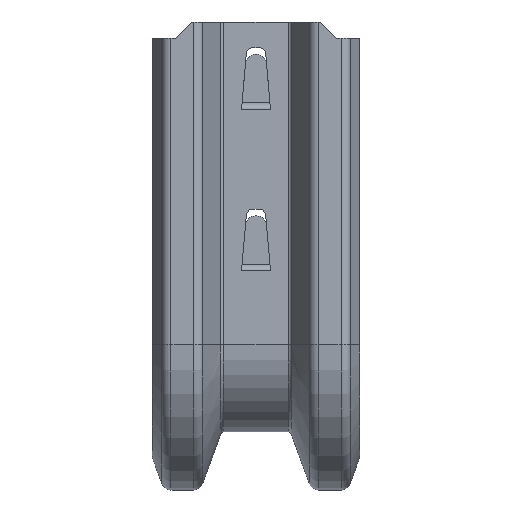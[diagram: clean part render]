
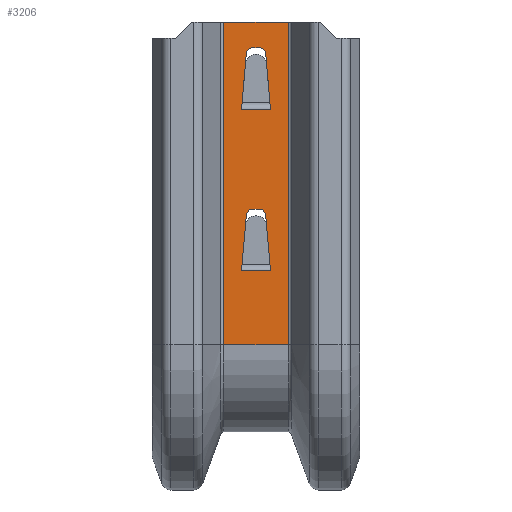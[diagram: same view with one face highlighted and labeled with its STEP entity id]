
A CAD part, front view. The second image highlights one B-rep face of the part: STEP entity #3206.
In plain terms, the highlighted planar face has unit normal (0, -1, 0).
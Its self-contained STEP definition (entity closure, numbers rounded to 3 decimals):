
#663=DIRECTION('',(1.,0.,0.));
#664=VECTOR('',#663,20.);
#665=CARTESIAN_POINT('',(-10.,18.,145.));
#666=LINE('',#665,#664);
#1007=DIRECTION('',(0.,0.,1.));
#1008=VECTOR('',#1007,100.);
#1009=CARTESIAN_POINT('',(10.,18.,45.));
#1010=LINE('',#1009,#1008);
#1011=DIRECTION('',(1.,0.,0.));
#1012=VECTOR('',#1011,20.);
#1013=CARTESIAN_POINT('',(-10.,18.,45.));
#1014=LINE('',#1013,#1012);
#1015=DIRECTION('',(0.,0.,1.));
#1016=VECTOR('',#1015,100.);
#1017=CARTESIAN_POINT('',(-10.,18.,45.));
#1018=LINE('',#1017,#1016);
#1019=DIRECTION('',(0.087,0.,0.996));
#1020=VECTOR('',#1019,17.24);
#1021=CARTESIAN_POINT('',(-4.5,18.,118.));
#1022=LINE('',#1021,#1020);
#1023=DIRECTION('',(-1.,0.,0.));
#1024=VECTOR('',#1023,9.);
#1025=CARTESIAN_POINT('',(4.5,18.,118.));
#1026=LINE('',#1025,#1024);
#1027=DIRECTION('',(0.087,0.,-0.996));
#1028=VECTOR('',#1027,17.24);
#1029=CARTESIAN_POINT('',(2.997,18.,135.174));
#1030=LINE('',#1029,#1028);
#1031=CARTESIAN_POINT('',(1.005,18.,135.));
#1032=DIRECTION('',(0.,1.,0.));
#1033=DIRECTION('',(0.,0.,1.));
#1034=AXIS2_PLACEMENT_3D('',#1031,#1032,#1033);
#1036=DIRECTION('',(1.,0.,0.));
#1037=VECTOR('',#1036,2.01);
#1038=CARTESIAN_POINT('',(-1.005,18.,137.));
#1039=LINE('',#1038,#1037);
#1040=CARTESIAN_POINT('',(-1.005,18.,135.));
#1041=DIRECTION('',(0.,1.,0.));
#1042=DIRECTION('',(-0.996,0.,0.087));
#1043=AXIS2_PLACEMENT_3D('',#1040,#1041,#1042);
#1045=DIRECTION('',(0.087,0.,0.996));
#1046=VECTOR('',#1045,17.24);
#1047=CARTESIAN_POINT('',(-4.5,18.,68.));
#1048=LINE('',#1047,#1046);
#1049=DIRECTION('',(-1.,0.,0.));
#1050=VECTOR('',#1049,9.);
#1051=CARTESIAN_POINT('',(4.5,18.,68.));
#1052=LINE('',#1051,#1050);
#1053=DIRECTION('',(0.087,0.,-0.996));
#1054=VECTOR('',#1053,17.24);
#1055=CARTESIAN_POINT('',(2.997,18.,85.174));
#1056=LINE('',#1055,#1054);
#1057=CARTESIAN_POINT('',(1.005,18.,85.));
#1058=DIRECTION('',(0.,1.,0.));
#1059=DIRECTION('',(0.,0.,1.));
#1060=AXIS2_PLACEMENT_3D('',#1057,#1058,#1059);
#1062=DIRECTION('',(1.,0.,0.));
#1063=VECTOR('',#1062,2.01);
#1064=CARTESIAN_POINT('',(-1.005,18.,87.));
#1065=LINE('',#1064,#1063);
#1066=CARTESIAN_POINT('',(-1.005,18.,85.));
#1067=DIRECTION('',(0.,1.,0.));
#1068=DIRECTION('',(-0.996,0.,0.087));
#1069=AXIS2_PLACEMENT_3D('',#1066,#1067,#1068);
#1497=CARTESIAN_POINT('',(-10.,18.,45.));
#1498=VERTEX_POINT('',#1497);
#1499=CARTESIAN_POINT('',(10.,18.,45.));
#1500=VERTEX_POINT('',#1499);
#1547=CARTESIAN_POINT('',(-10.,18.,145.));
#1548=VERTEX_POINT('',#1547);
#1549=CARTESIAN_POINT('',(10.,18.,145.));
#1550=VERTEX_POINT('',#1549);
#1669=CARTESIAN_POINT('',(-4.5,18.,118.));
#1670=CARTESIAN_POINT('',(-2.997,18.,135.174));
#1671=VERTEX_POINT('',#1669);
#1672=VERTEX_POINT('',#1670);
#1673=CARTESIAN_POINT('',(-1.005,18.,137.));
#1674=VERTEX_POINT('',#1673);
#1675=CARTESIAN_POINT('',(1.005,18.,137.));
#1676=VERTEX_POINT('',#1675);
#1677=CARTESIAN_POINT('',(2.997,18.,135.174));
#1678=VERTEX_POINT('',#1677);
#1679=CARTESIAN_POINT('',(4.5,18.,118.));
#1680=VERTEX_POINT('',#1679);
#1721=CARTESIAN_POINT('',(-4.5,18.,68.));
#1722=CARTESIAN_POINT('',(-2.997,18.,85.174));
#1723=VERTEX_POINT('',#1721);
#1724=VERTEX_POINT('',#1722);
#1725=CARTESIAN_POINT('',(-1.005,18.,87.));
#1726=VERTEX_POINT('',#1725);
#1727=CARTESIAN_POINT('',(1.005,18.,87.));
#1728=VERTEX_POINT('',#1727);
#1729=CARTESIAN_POINT('',(2.997,18.,85.174));
#1730=VERTEX_POINT('',#1729);
#1731=CARTESIAN_POINT('',(4.5,18.,68.));
#1732=VERTEX_POINT('',#1731);
#3166=CARTESIAN_POINT('',(-10.,18.,45.));
#3167=DIRECTION('',(0.,-1.,0.));
#3168=DIRECTION('',(1.,0.,0.));
#3169=AXIS2_PLACEMENT_3D('',#3166,#3167,#3168);
#3170=PLANE('',#3169);
#3171=ORIENTED_EDGE('',*,*,#2497,.F.);
#3173=ORIENTED_EDGE('',*,*,#3172,.T.);
#3174=ORIENTED_EDGE('',*,*,#2757,.T.);
#3175=ORIENTED_EDGE('',*,*,#3159,.F.);
#3176=EDGE_LOOP('',(#3171,#3173,#3174,#3175));
#3177=FACE_OUTER_BOUND('',#3176,.F.);
#3179=ORIENTED_EDGE('',*,*,#3178,.F.);
#3181=ORIENTED_EDGE('',*,*,#3180,.F.);
#3183=ORIENTED_EDGE('',*,*,#3182,.F.);
#3185=ORIENTED_EDGE('',*,*,#3184,.F.);
#3187=ORIENTED_EDGE('',*,*,#3186,.F.);
#3189=ORIENTED_EDGE('',*,*,#3188,.F.);
#3190=EDGE_LOOP('',(#3179,#3181,#3183,#3185,#3187,#3189));
#3191=FACE_BOUND('',#3190,.F.);
#3193=ORIENTED_EDGE('',*,*,#3192,.F.);
#3195=ORIENTED_EDGE('',*,*,#3194,.F.);
#3197=ORIENTED_EDGE('',*,*,#3196,.F.);
#3199=ORIENTED_EDGE('',*,*,#3198,.F.);
#3201=ORIENTED_EDGE('',*,*,#3200,.F.);
#3203=ORIENTED_EDGE('',*,*,#3202,.F.);
#3204=EDGE_LOOP('',(#3193,#3195,#3197,#3199,#3201,#3203));
#3205=FACE_BOUND('',#3204,.F.);
#3206=ADVANCED_FACE('',(#3177,#3191,#3205),#3170,.T.);
#1035=CIRCLE('',#1034,2.);
#1044=CIRCLE('',#1043,2.);
#1061=CIRCLE('',#1060,2.);
#1070=CIRCLE('',#1069,2.);
#2497=EDGE_CURVE('',#1498,#1500,#1014,.T.);
#2757=EDGE_CURVE('',#1548,#1550,#666,.T.);
#3159=EDGE_CURVE('',#1500,#1550,#1010,.T.);
#3172=EDGE_CURVE('',#1498,#1548,#1018,.T.);
#3178=EDGE_CURVE('',#1671,#1672,#1022,.T.);
#3180=EDGE_CURVE('',#1680,#1671,#1026,.T.);
#3182=EDGE_CURVE('',#1678,#1680,#1030,.T.);
#3184=EDGE_CURVE('',#1676,#1678,#1035,.T.);
#3186=EDGE_CURVE('',#1674,#1676,#1039,.T.);
#3188=EDGE_CURVE('',#1672,#1674,#1044,.T.);
#3192=EDGE_CURVE('',#1723,#1724,#1048,.T.);
#3194=EDGE_CURVE('',#1732,#1723,#1052,.T.);
#3196=EDGE_CURVE('',#1730,#1732,#1056,.T.);
#3198=EDGE_CURVE('',#1728,#1730,#1061,.T.);
#3200=EDGE_CURVE('',#1726,#1728,#1065,.T.);
#3202=EDGE_CURVE('',#1724,#1726,#1070,.T.);
